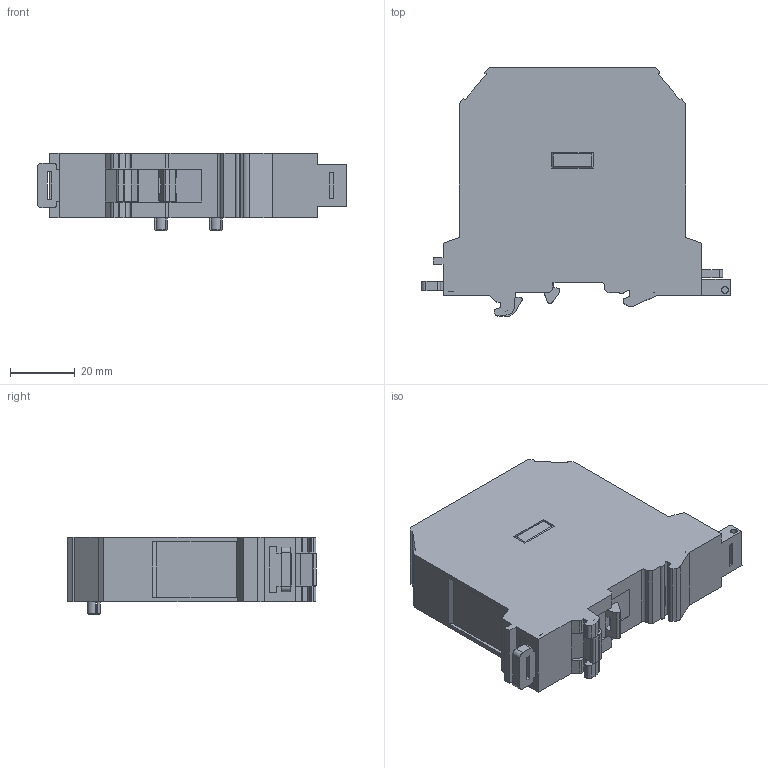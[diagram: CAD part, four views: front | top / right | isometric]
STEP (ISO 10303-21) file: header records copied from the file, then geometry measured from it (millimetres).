
FILE_DESCRIPTION (( 'STEP AP203' ), '1' );
FILE_NAME ('KN-T1_0BLU-10.STEP', '2021-02-01T13:46:24', ( '' ), ( '' ), 'SwSTEP 2.0', 'SolidWorks 2019', '' );
FILE_SCHEMA (( 'CONFIG_CONTROL_DESIGN' ));
Length unit declared in the file: inch
Products named in the file (1): KN-T1_0BLU-10
Bounding box: 95.77 x 76.89 x 24 mm (x, y, z)
Volume: 97907.6 mm3; surface area: 18928.1 mm2
Topology: 1 solids, 7 shells, 346 faces, 912 edges, 600 vertices
Faces by surface type: plane 257, cylinder 68, cone 21
Entity records: 10704 total; most frequent: CARTESIAN_POINT 1926, ORIENTED_EDGE 1824, DIRECTION 1753, EDGE_CURVE 912, LINE 731, VECTOR 731, VERTEX_POINT 600, AXIS2_PLACEMENT_3D 511
